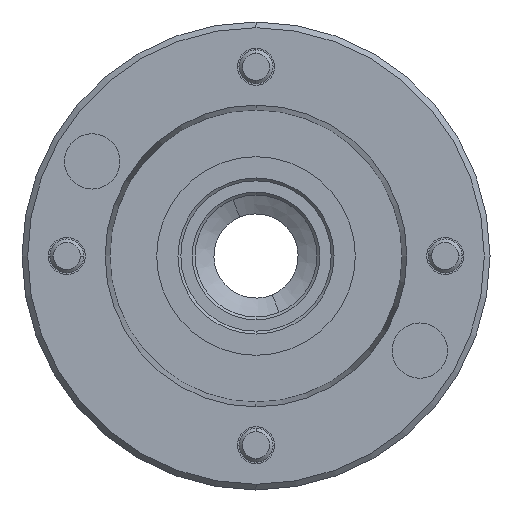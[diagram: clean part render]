
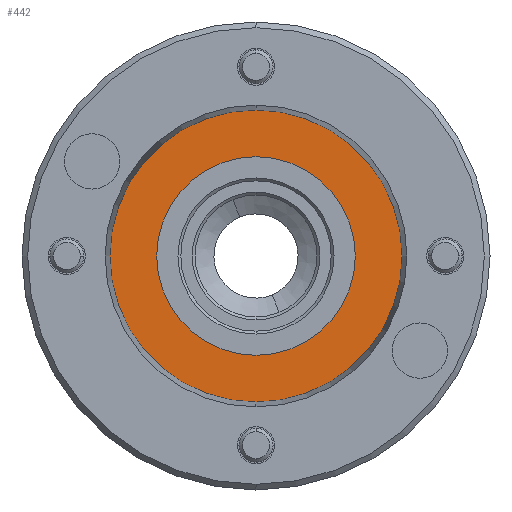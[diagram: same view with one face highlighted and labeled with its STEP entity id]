
A CAD part, left-side view. The second image highlights one B-rep face of the part: STEP entity #442.
In plain terms, the highlighted planar face has unit normal (-1, 0, 0).
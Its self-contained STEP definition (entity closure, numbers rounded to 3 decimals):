
#60 = DIRECTION ( 'NONE',  ( 0., 0., -1. ) ) ;
#135 = EDGE_CURVE ( 'NONE', #7486, #2647, #1448, .T. ) ;
#442 = ADVANCED_FACE ( 'NONE', ( #4095, #6781 ), #754, .F. ) ;
#749 = CARTESIAN_POINT ( 'NONE',  ( 17., 0., 51.5 ) ) ;
#754 = PLANE ( 'NONE',  #1916 ) ;
#782 = CIRCLE ( 'NONE', #5698, 51.5 ) ;
#892 = ORIENTED_EDGE ( 'NONE', *, *, #2652, .F. ) ;
#996 = AXIS2_PLACEMENT_3D ( 'NONE', #2322, #4998, #7688 ) ;
#1116 = EDGE_LOOP ( 'NONE', ( #2684, #3479 ) ) ;
#1448 = CIRCLE ( 'NONE', #5243, 35. ) ;
#1916 = AXIS2_PLACEMENT_3D ( 'NONE', #3427, #6117, #60 ) ;
#1942 = DIRECTION ( 'NONE',  ( 0., 0., 1. ) ) ;
#2125 = CIRCLE ( 'NONE', #996, 35. ) ;
#2153 = DIRECTION ( 'NONE',  ( -1., 0., 0. ) ) ;
#2322 = CARTESIAN_POINT ( 'NONE',  ( 17., 0., 0. ) ) ;
#2647 = VERTEX_POINT ( 'NONE', #8351 ) ;
#2652 = EDGE_CURVE ( 'NONE', #2647, #7486, #2125, .T. ) ;
#2684 = ORIENTED_EDGE ( 'NONE', *, *, #5927, .T. ) ;
#3033 = DIRECTION ( 'NONE',  ( 0., 0., 1. ) ) ;
#3320 = VERTEX_POINT ( 'NONE', #749 ) ;
#3427 = CARTESIAN_POINT ( 'NONE',  ( 17., 51.5, 0. ) ) ;
#3479 = ORIENTED_EDGE ( 'NONE', *, *, #8686, .T. ) ;
#4095 = FACE_BOUND ( 'NONE', #5654, .T. ) ;
#4819 = ORIENTED_EDGE ( 'NONE', *, *, #135, .F. ) ;
#4832 = DIRECTION ( 'NONE',  ( 0., 0., 1. ) ) ;
#4859 = CIRCLE ( 'NONE', #6397, 51.5 ) ;
#4998 = DIRECTION ( 'NONE',  ( -1., 0., 0. ) ) ;
#5243 = AXIS2_PLACEMENT_3D ( 'NONE', #8414, #5723, #3033 ) ;
#5271 = DIRECTION ( 'NONE',  ( -1., 0., 0. ) ) ;
#5654 = EDGE_LOOP ( 'NONE', ( #4819, #892 ) ) ;
#5698 = AXIS2_PLACEMENT_3D ( 'NONE', #8635, #5271, #1942 ) ;
#5723 = DIRECTION ( 'NONE',  ( -1., 0., 0. ) ) ;
#5927 = EDGE_CURVE ( 'NONE', #3320, #7230, #4859, .T. ) ;
#6117 = DIRECTION ( 'NONE',  ( 1., 0., 0. ) ) ;
#6397 = AXIS2_PLACEMENT_3D ( 'NONE', #8185, #2153, #4832 ) ;
#6700 = CARTESIAN_POINT ( 'NONE',  ( 17., 0., -51.5 ) ) ;
#6781 = FACE_OUTER_BOUND ( 'NONE', #1116, .T. ) ;
#7230 = VERTEX_POINT ( 'NONE', #6700 ) ;
#7486 = VERTEX_POINT ( 'NONE', #7715 ) ;
#7688 = DIRECTION ( 'NONE',  ( 0., 0., 1. ) ) ;
#7715 = CARTESIAN_POINT ( 'NONE',  ( 17., 0., 35. ) ) ;
#8185 = CARTESIAN_POINT ( 'NONE',  ( 17., 0., 0. ) ) ;
#8351 = CARTESIAN_POINT ( 'NONE',  ( 17., 0., -35. ) ) ;
#8414 = CARTESIAN_POINT ( 'NONE',  ( 17., 0., 0. ) ) ;
#8635 = CARTESIAN_POINT ( 'NONE',  ( 17., 0., 0. ) ) ;
#8686 = EDGE_CURVE ( 'NONE', #7230, #3320, #782, .T. ) ;
